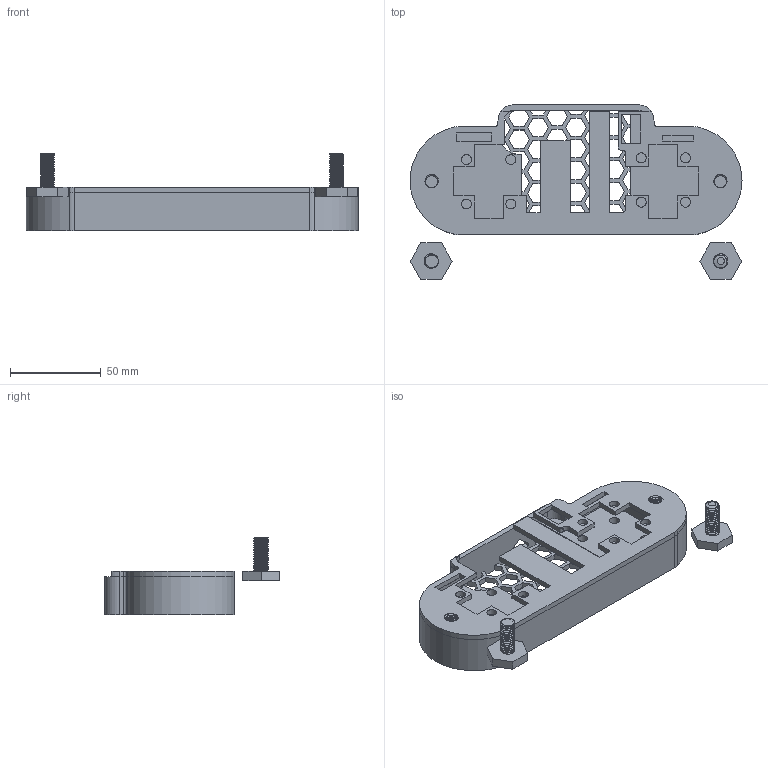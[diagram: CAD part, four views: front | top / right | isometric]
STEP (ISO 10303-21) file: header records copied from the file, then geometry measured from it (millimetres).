
FILE_DESCRIPTION(/* description */ (''),/* implementation_level */ '2;1');
FILE_NAME(/* name */ 'sprig_cover v6 STEP.step',/* time_stamp */ '2024-06-28T14:32:43-04:00',/* author */ (''),/* organization */ (''),/* preprocessor_version */ 'ST-DEVELOPER v20',/* originating_system */ 'Autodesk Translation Framework v13.14.0.145',/* authorisation */ '');
FILE_SCHEMA (('AUTOMOTIVE_DESIGN { 1 0 10303 214 3 1 1 }'));
Length unit declared in the file: millimetre
Products named in the file (1): sprig_cover
Bounding box: 183.4 x 96.31 x 43 mm (x, y, z)
Volume: 134089.5 mm3; surface area: 61957.9 mm2
Topology: 4 solids, 4 shells, 732 faces, 2147 edges, 1433 vertices
Faces by surface type: plane 427, cylinder 191, bspline 113, cone 1
Full cylindrical faces by diameter (mm): 0.992 x1, 5.5 x15, 6.446 x11, 6.779 x18, 7.866 x20, 8.17 x8
Entity records: 34419 total; most frequent: CARTESIAN_POINT 16140, ORIENTED_EDGE 4294, DIRECTION 3036, EDGE_CURVE 2147, LINE 1502, VECTOR 1502, VERTEX_POINT 1433, EDGE_LOOP 862
